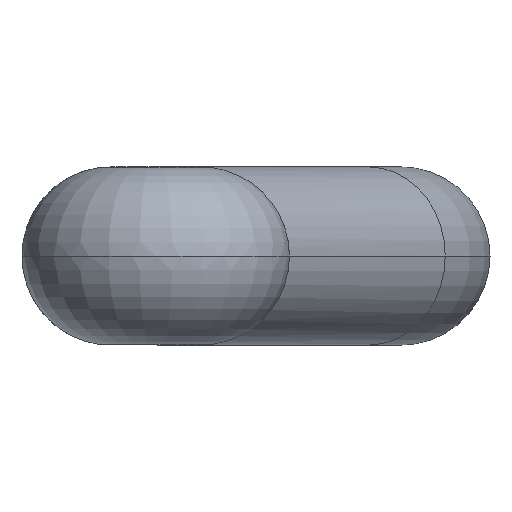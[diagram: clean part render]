
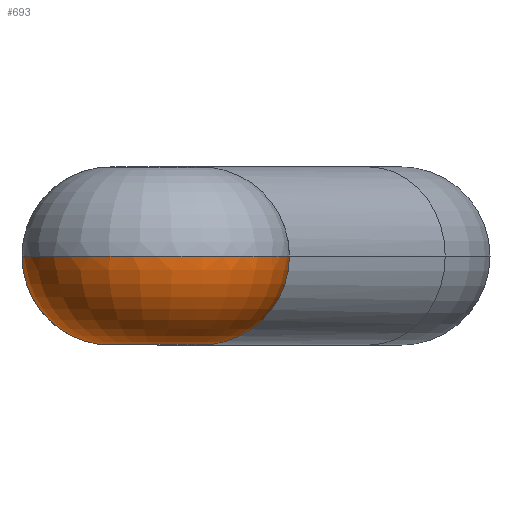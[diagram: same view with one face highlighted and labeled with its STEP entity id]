
A CAD part, front view. The second image highlights one B-rep face of the part: STEP entity #693.
In plain terms, the highlighted toroidal (fillet/blend) face has major radius 2 mm and minor radius 4 mm.
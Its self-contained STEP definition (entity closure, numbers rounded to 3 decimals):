
#2 = ORIENTED_EDGE ( 'NONE', *, *, #1352, .T. ) ;
#36 = AXIS2_PLACEMENT_3D ( 'NONE', #1070, #301, #1165 ) ;
#93 = FACE_OUTER_BOUND ( 'NONE', #464, .T. ) ;
#111 = TOROIDAL_SURFACE ( 'NONE', #906, 2., 4. ) ;
#174 = ORIENTED_EDGE ( 'NONE', *, *, #716, .T. ) ;
#178 = AXIS2_PLACEMENT_3D ( 'NONE', #574, #1001, #1217 ) ;
#186 = VERTEX_POINT ( 'NONE', #252 ) ;
#215 = EDGE_CURVE ( 'NONE', #758, #1327, #1322, .T. ) ;
#248 = CIRCLE ( 'NONE', #1325, 6. ) ;
#252 = CARTESIAN_POINT ( 'NONE',  ( -6., 0., 4. ) ) ;
#255 = CIRCLE ( 'NONE', #1062, 4. ) ;
#301 = DIRECTION ( 'NONE',  ( 0., 0., -1. ) ) ;
#329 = CARTESIAN_POINT ( 'NONE',  ( 2.5, 0., 0.031 ) ) ;
#439 = DIRECTION ( 'NONE',  ( 1., 0., 0. ) ) ;
#464 = EDGE_LOOP ( 'NONE', ( #1057, #1235, #2, #174 ) ) ;
#465 = EDGE_CURVE ( 'NONE', #1327, #186, #1416, .T. ) ;
#499 = CARTESIAN_POINT ( 'NONE',  ( 6., 0., 4. ) ) ;
#574 = CARTESIAN_POINT ( 'NONE',  ( -2., 0., 4. ) ) ;
#590 = DIRECTION ( 'NONE',  ( 0., -1., 0. ) ) ;
#661 = DIRECTION ( 'NONE',  ( 0., 0., 1. ) ) ;
#693 = ADVANCED_FACE ( 'NONE', ( #93 ), #111, .T. ) ;
#716 = EDGE_CURVE ( 'NONE', #1376, #186, #248, .T. ) ;
#758 = VERTEX_POINT ( 'NONE', #329 ) ;
#906 = AXIS2_PLACEMENT_3D ( 'NONE', #1160, #661, #439 ) ;
#908 = CARTESIAN_POINT ( 'NONE',  ( 2., 0., 4. ) ) ;
#942 = CARTESIAN_POINT ( 'NONE',  ( 0., 0., 4. ) ) ;
#976 = DIRECTION ( 'NONE',  ( 0., 0., -1. ) ) ;
#1001 = DIRECTION ( 'NONE',  ( 0., 1., 0. ) ) ;
#1016 = DIRECTION ( 'NONE',  ( 0., 0., -1. ) ) ;
#1057 = ORIENTED_EDGE ( 'NONE', *, *, #465, .F. ) ;
#1062 = AXIS2_PLACEMENT_3D ( 'NONE', #908, #590, #1016 ) ;
#1070 = CARTESIAN_POINT ( 'NONE',  ( 0., 0., 0.031 ) ) ;
#1160 = CARTESIAN_POINT ( 'NONE',  ( 0., 0., 4. ) ) ;
#1165 = DIRECTION ( 'NONE',  ( 1., 0., 0. ) ) ;
#1169 = DIRECTION ( 'NONE',  ( 1., 0., 0. ) ) ;
#1217 = DIRECTION ( 'NONE',  ( -1., 0., 0. ) ) ;
#1235 = ORIENTED_EDGE ( 'NONE', *, *, #215, .F. ) ;
#1322 = CIRCLE ( 'NONE', #36, 2.5 ) ;
#1325 = AXIS2_PLACEMENT_3D ( 'NONE', #942, #976, #1169 ) ;
#1327 = VERTEX_POINT ( 'NONE', #1390 ) ;
#1352 = EDGE_CURVE ( 'NONE', #758, #1376, #255, .T. ) ;
#1376 = VERTEX_POINT ( 'NONE', #499 ) ;
#1390 = CARTESIAN_POINT ( 'NONE',  ( -2.5, 0., 0.031 ) ) ;
#1416 = CIRCLE ( 'NONE', #178, 4. ) ;
